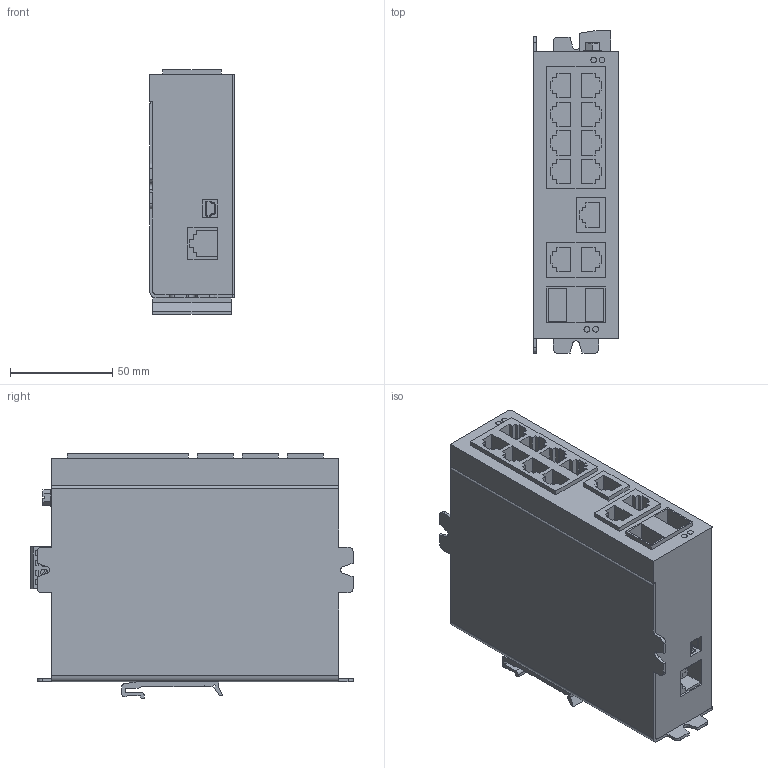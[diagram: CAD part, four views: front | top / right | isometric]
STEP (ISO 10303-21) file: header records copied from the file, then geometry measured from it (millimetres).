
FILE_DESCRIPTION (( 'STEP AP214' ), '1' );
FILE_NAME ('SE-SW10MG-2P.STEP', '2012-03-07T15:10:41', ( ' ' ), ( ' ' ), 'SwSTEP 2.0', 'SolidWorks 2011', '' );
FILE_SCHEMA (( 'AUTOMOTIVE_DESIGN' ));
Length unit declared in the file: inch
Products named in the file (1): SE-SW10MG-2P
Bounding box: 41.4 x 157.48 x 119.63 mm (x, y, z)
Volume: 631682.9 mm3; surface area: 99086.4 mm2
Topology: 1 solids, 1 shells, 456 faces, 1226 edges, 806 vertices
Faces by surface type: plane 406, cylinder 50
Full cylindrical faces by diameter (mm): 2.794 x4, 3.497 x4, 8.458 x1
Entity records: 19846 total; most frequent: CARTESIAN_POINT 2472, ORIENTED_EDGE 2426, DIRECTION 2247, EDGE_CURVE 1213, VECTOR 1093, LINE 1093, VERTEX_POINT 802, AXIS2_PLACEMENT_3D 577
